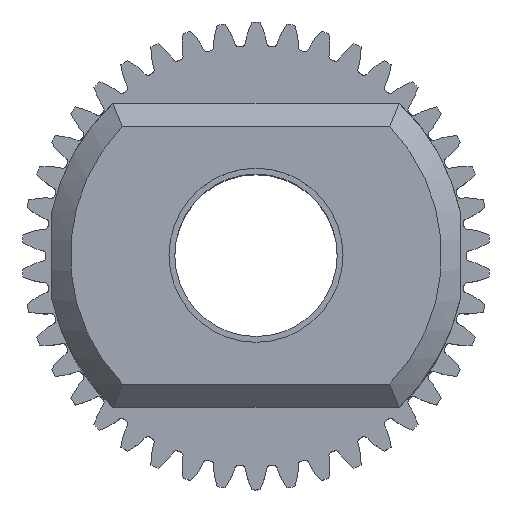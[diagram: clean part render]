
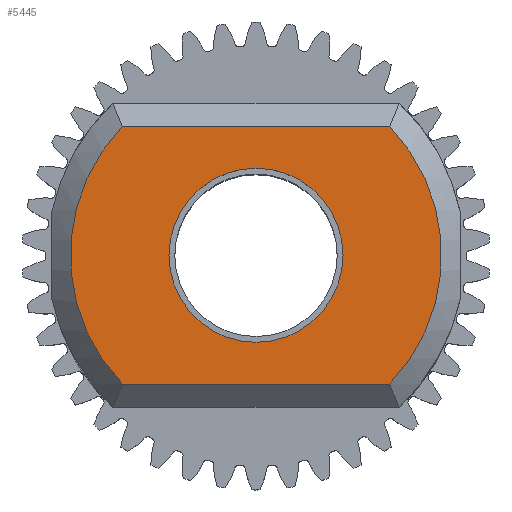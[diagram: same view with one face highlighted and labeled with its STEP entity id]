
A CAD part, top view. The second image highlights one B-rep face of the part: STEP entity #5445.
In plain terms, the highlighted planar face has unit normal (0, 0, 1).
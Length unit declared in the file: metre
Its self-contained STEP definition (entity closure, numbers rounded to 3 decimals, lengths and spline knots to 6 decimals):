
#496=CIRCLE('',#5785,0.016);
#497=CIRCLE('',#5786,0.016);
#498=CIRCLE('',#5787,0.0075);
#921=ORIENTED_EDGE('',*,*,#2673,.T.);
#922=ORIENTED_EDGE('',*,*,#2674,.T.);
#923=ORIENTED_EDGE('',*,*,#2675,.T.);
#924=ORIENTED_EDGE('',*,*,#2676,.T.);
#925=ORIENTED_EDGE('',*,*,#2677,.F.);
#2673=EDGE_CURVE('',#3544,#3545,#496,.F.);
#2674=EDGE_CURVE('',#3545,#3546,#4121,.T.);
#2675=EDGE_CURVE('',#3546,#3547,#497,.F.);
#2676=EDGE_CURVE('',#3547,#3544,#4122,.T.);
#2677=EDGE_CURVE('',#3548,#3548,#498,.T.);
#3544=VERTEX_POINT('',#8078);
#3545=VERTEX_POINT('',#8079);
#3546=VERTEX_POINT('',#8081);
#3547=VERTEX_POINT('',#8083);
#3548=VERTEX_POINT('',#8086);
#4121=LINE('',#8080,#4431);
#4122=LINE('',#8084,#4432);
#4431=VECTOR('',#6453,1.);
#4432=VECTOR('',#6456,1.);
#4729=EDGE_LOOP('',(#921,#922,#923,#924));
#4730=EDGE_LOOP('',(#925));
#5071=FACE_BOUND('',#4729,.T.);
#5072=FACE_BOUND('',#4730,.T.);
#5407=PLANE('',#5784);
#5445=ADVANCED_FACE('',(#5071,#5072),#5407,.F.);
#5784=AXIS2_PLACEMENT_3D('',#8076,#6449,#6450);
#5785=AXIS2_PLACEMENT_3D('',#8077,#6451,#6452);
#5786=AXIS2_PLACEMENT_3D('',#8082,#6454,#6455);
#5787=AXIS2_PLACEMENT_3D('',#8085,#6457,#6458);
#6449=DIRECTION('',(0.,0.,-1.));
#6450=DIRECTION('',(-1.,0.,0.));
#6451=DIRECTION('',(0.,0.,-1.));
#6452=DIRECTION('',(-1.,0.,0.));
#6453=DIRECTION('',(1.,0.,0.));
#6454=DIRECTION('',(0.,0.,-1.));
#6455=DIRECTION('',(-1.,0.,0.));
#6456=DIRECTION('',(-1.,0.,0.));
#6457=DIRECTION('',(0.,0.,1.));
#6458=DIRECTION('',(1.,0.,0.));
#8076=CARTESIAN_POINT('',(0.,-0.0131,0.0196));
#8077=CARTESIAN_POINT('',(0.,0.,0.0196));
#8078=CARTESIAN_POINT('',(-0.011523,0.0111,0.0196));
#8079=CARTESIAN_POINT('',(-0.011523,-0.0111,0.0196));
#8080=CARTESIAN_POINT('',(0.012345,-0.0111,0.0196));
#8081=CARTESIAN_POINT('',(0.011523,-0.0111,0.0196));
#8082=CARTESIAN_POINT('',(0.,0.,0.0196));
#8083=CARTESIAN_POINT('',(0.011523,0.0111,0.0196));
#8084=CARTESIAN_POINT('',(0.,0.0111,0.0196));
#8085=CARTESIAN_POINT('',(0.,0.,0.0196));
#8086=CARTESIAN_POINT('',(0.0075,0.,0.0196));
